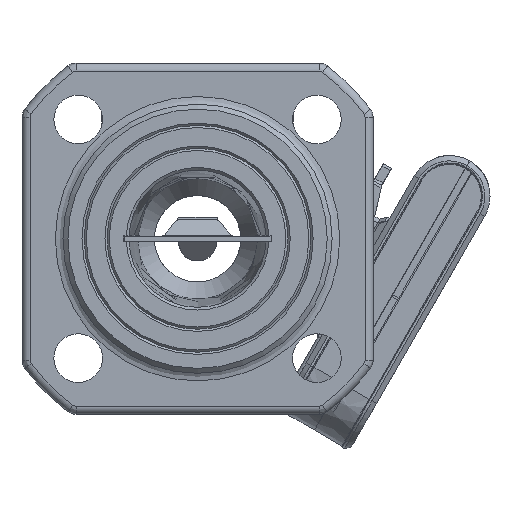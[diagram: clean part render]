
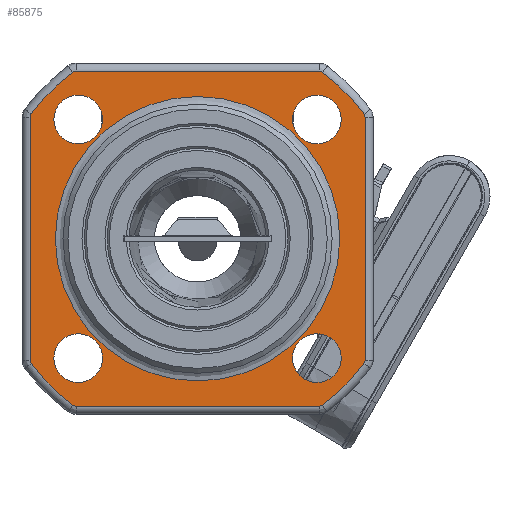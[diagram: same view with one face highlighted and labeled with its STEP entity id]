
A CAD part, left-side view. The second image highlights one B-rep face of the part: STEP entity #85875.
In plain terms, the highlighted planar face has unit normal (-1, 0, 0).
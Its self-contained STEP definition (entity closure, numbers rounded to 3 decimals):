
#3351=CARTESIAN_POINT('',(-132.,-44.194,35.194));
#3352=VERTEX_POINT('',#3351);
#3353=CARTESIAN_POINT('',(-132.,-44.194,44.194));
#3354=DIRECTION('',(1.0,0.0,0.0));
#3355=DIRECTION('',(0.0,0.0,1.0));
#3356=AXIS2_PLACEMENT_3D('',#3353,#3354,#3355);
#3357=CIRCLE('',#3356,9.0);
#3358=EDGE_CURVE('',#3352,#3352,#3357,.T.);
#3449=CARTESIAN_POINT('',(-132.,-44.194,-53.194));
#3450=VERTEX_POINT('',#3449);
#3451=CARTESIAN_POINT('',(-132.,-44.194,-44.194));
#3452=DIRECTION('',(1.0,0.0,0.0));
#3453=DIRECTION('',(0.0,0.0,1.0));
#3454=AXIS2_PLACEMENT_3D('',#3451,#3452,#3453);
#3455=CIRCLE('',#3454,9.0);
#3456=EDGE_CURVE('',#3450,#3450,#3455,.T.);
#3547=CARTESIAN_POINT('',(-132.,44.194,-53.194));
#3548=VERTEX_POINT('',#3547);
#3549=CARTESIAN_POINT('',(-132.,44.194,-44.194));
#3550=DIRECTION('',(1.0,0.0,0.0));
#3551=DIRECTION('',(0.0,0.0,1.0));
#3552=AXIS2_PLACEMENT_3D('',#3549,#3550,#3551);
#3553=CIRCLE('',#3552,9.0);
#3554=EDGE_CURVE('',#3548,#3548,#3553,.T.);
#3645=CARTESIAN_POINT('',(-132.,44.194,35.194));
#3646=VERTEX_POINT('',#3645);
#3647=CARTESIAN_POINT('',(-132.,44.194,44.194));
#3648=DIRECTION('',(1.0,0.0,0.0));
#3649=DIRECTION('',(0.0,0.0,1.0));
#3650=AXIS2_PLACEMENT_3D('',#3647,#3648,#3649);
#3651=CIRCLE('',#3650,9.0);
#3652=EDGE_CURVE('',#3646,#3646,#3651,.T.);
#85117=CARTESIAN_POINT('',(-132.,-62.,-45.));
#85118=VERTEX_POINT('',#85117);
#85126=CARTESIAN_POINT('',(-132.,-61.6,-46.2));
#85127=VERTEX_POINT('',#85126);
#85128=CARTESIAN_POINT('',(-132.,-60.,-45.));
#85129=DIRECTION('',(1.0,0.0,0.0));
#85130=DIRECTION('',(0.0,-0.949,-0.316));
#85131=AXIS2_PLACEMENT_3D('',#85128,#85129,#85130);
#85132=CIRCLE('',#85131,2.);
#85133=EDGE_CURVE('',#85118,#85127,#85132,.T.);
#85153=CARTESIAN_POINT('',(-132.,-62.,45.));
#85154=VERTEX_POINT('',#85153);
#85162=CARTESIAN_POINT('',(-132.,-62.,45.));
#85163=DIRECTION('',(0.0,0.0,-1.0));
#85164=VECTOR('',#85163,90.);
#85165=LINE('',#85162,#85164);
#85166=EDGE_CURVE('',#85154,#85118,#85165,.T.);
#85183=CARTESIAN_POINT('',(-132.,-46.2,-61.6));
#85184=VERTEX_POINT('',#85183);
#85194=CARTESIAN_POINT('',(-132.,0.0,0.0));
#85195=DIRECTION('',(1.0,0.0,0.0));
#85196=DIRECTION('',(0.0,-0.707,-0.707));
#85197=AXIS2_PLACEMENT_3D('',#85194,#85195,#85196);
#85198=CIRCLE('',#85197,77.0);
#85199=EDGE_CURVE('',#85127,#85184,#85198,.T.);
#85229=CARTESIAN_POINT('',(-132.,-61.6,46.2));
#85230=VERTEX_POINT('',#85229);
#85238=CARTESIAN_POINT('',(-132.,-60.,45.));
#85239=DIRECTION('',(1.0,0.0,0.0));
#85240=DIRECTION('',(0.0,-0.949,0.316));
#85241=AXIS2_PLACEMENT_3D('',#85238,#85239,#85240);
#85242=CIRCLE('',#85241,2.);
#85243=EDGE_CURVE('',#85230,#85154,#85242,.T.);
#85279=CARTESIAN_POINT('',(-132.,-45.0,-62.0));
#85280=VERTEX_POINT('',#85279);
#85290=CARTESIAN_POINT('',(-132.,-45.0,-60.0));
#85291=DIRECTION('',(1.0,0.0,0.0));
#85292=DIRECTION('',(0.0,-0.316,-0.949));
#85293=AXIS2_PLACEMENT_3D('',#85290,#85291,#85292);
#85294=CIRCLE('',#85293,2.);
#85295=EDGE_CURVE('',#85184,#85280,#85294,.T.);
#85307=CARTESIAN_POINT('',(-132.,-46.2,61.6));
#85308=VERTEX_POINT('',#85307);
#85316=CARTESIAN_POINT('',(-132.,0.0,0.0));
#85317=DIRECTION('',(1.0,0.0,0.0));
#85318=DIRECTION('',(0.0,-0.707,0.707));
#85319=AXIS2_PLACEMENT_3D('',#85316,#85317,#85318);
#85320=CIRCLE('',#85319,77.0);
#85321=EDGE_CURVE('',#85308,#85230,#85320,.T.);
#85339=CARTESIAN_POINT('',(-132.,45.0,-62.0));
#85340=VERTEX_POINT('',#85339);
#85350=CARTESIAN_POINT('',(-132.,-45.,-62.0));
#85351=DIRECTION('',(0.0,1.0,0.0));
#85352=VECTOR('',#85351,90.0);
#85353=LINE('',#85350,#85352);
#85354=EDGE_CURVE('',#85280,#85340,#85353,.T.);
#85384=CARTESIAN_POINT('',(-132.,-45.0,62.0));
#85385=VERTEX_POINT('',#85384);
#85393=CARTESIAN_POINT('',(-132.,-45.0,60.0));
#85394=DIRECTION('',(1.0,0.0,0.0));
#85395=DIRECTION('',(0.0,-0.316,0.949));
#85396=AXIS2_PLACEMENT_3D('',#85393,#85394,#85395);
#85397=CIRCLE('',#85396,2.);
#85398=EDGE_CURVE('',#85385,#85308,#85397,.T.);
#85434=CARTESIAN_POINT('',(-132.,46.2,-61.6));
#85435=VERTEX_POINT('',#85434);
#85445=CARTESIAN_POINT('',(-132.,45.0,-60.0));
#85446=DIRECTION('',(1.0,0.0,0.0));
#85447=DIRECTION('',(0.0,0.316,-0.949));
#85448=AXIS2_PLACEMENT_3D('',#85445,#85446,#85447);
#85449=CIRCLE('',#85448,2.);
#85450=EDGE_CURVE('',#85340,#85435,#85449,.T.);
#85462=CARTESIAN_POINT('',(-132.,45.,62.));
#85463=VERTEX_POINT('',#85462);
#85471=CARTESIAN_POINT('',(-132.,45.,62.));
#85472=DIRECTION('',(0.0,-1.0,0.0));
#85473=VECTOR('',#85472,90.0);
#85474=LINE('',#85471,#85473);
#85475=EDGE_CURVE('',#85463,#85385,#85474,.T.);
#85492=CARTESIAN_POINT('',(-132.,61.6,-46.2));
#85493=VERTEX_POINT('',#85492);
#85503=CARTESIAN_POINT('',(-132.,0.0,0.0));
#85504=DIRECTION('',(1.,0.0,0.0));
#85505=DIRECTION('',(0.0,0.707,-0.707));
#85506=AXIS2_PLACEMENT_3D('',#85503,#85504,#85505);
#85507=CIRCLE('',#85506,77.0);
#85508=EDGE_CURVE('',#85435,#85493,#85507,.T.);
#85538=CARTESIAN_POINT('',(-132.,46.2,61.6));
#85539=VERTEX_POINT('',#85538);
#85547=CARTESIAN_POINT('',(-132.,45.,60.));
#85548=DIRECTION('',(1.0,0.0,0.0));
#85549=DIRECTION('',(0.0,0.316,0.949));
#85550=AXIS2_PLACEMENT_3D('',#85547,#85548,#85549);
#85551=CIRCLE('',#85550,2.);
#85552=EDGE_CURVE('',#85539,#85463,#85551,.T.);
#85588=CARTESIAN_POINT('',(-132.,62.0,-45.));
#85589=VERTEX_POINT('',#85588);
#85599=CARTESIAN_POINT('',(-132.,60.,-45.));
#85600=DIRECTION('',(1.0,0.0,0.0));
#85601=DIRECTION('',(0.0,0.949,-0.316));
#85602=AXIS2_PLACEMENT_3D('',#85599,#85600,#85601);
#85603=CIRCLE('',#85602,2.);
#85604=EDGE_CURVE('',#85493,#85589,#85603,.T.);
#85616=CARTESIAN_POINT('',(-132.,61.6,46.2));
#85617=VERTEX_POINT('',#85616);
#85625=CARTESIAN_POINT('',(-132.,0.0,0.0));
#85626=DIRECTION('',(1.0,0.0,0.0));
#85627=DIRECTION('',(0.0,0.707,0.707));
#85628=AXIS2_PLACEMENT_3D('',#85625,#85626,#85627);
#85629=CIRCLE('',#85628,77.0);
#85630=EDGE_CURVE('',#85617,#85539,#85629,.T.);
#85648=CARTESIAN_POINT('',(-132.,62.,45.));
#85649=VERTEX_POINT('',#85648);
#85659=CARTESIAN_POINT('',(-132.,62.,-45.));
#85660=DIRECTION('',(0.0,0.0,1.0));
#85661=VECTOR('',#85660,90.0);
#85662=LINE('',#85659,#85661);
#85663=EDGE_CURVE('',#85589,#85649,#85662,.T.);
#85700=CARTESIAN_POINT('',(-132.,60.,45.));
#85701=DIRECTION('',(1.0,0.0,0.0));
#85702=DIRECTION('',(0.0,0.949,0.316));
#85703=AXIS2_PLACEMENT_3D('',#85700,#85701,#85702);
#85704=CIRCLE('',#85703,2.);
#85705=EDGE_CURVE('',#85649,#85617,#85704,.T.);
#85829=CARTESIAN_POINT('',(-132.,0.0,66.328));
#85830=DIRECTION('',(-1.0,0.0,0.0));
#85831=DIRECTION('',(0.0,0.0,1.0));
#85832=AXIS2_PLACEMENT_3D('',#85829,#85830,#85831);
#85833=PLANE('',#85832);
#85834=ORIENTED_EDGE('',*,*,#85133,.F.);
#85835=ORIENTED_EDGE('',*,*,#85166,.F.);
#85836=ORIENTED_EDGE('',*,*,#85243,.F.);
#85837=ORIENTED_EDGE('',*,*,#85321,.F.);
#85838=ORIENTED_EDGE('',*,*,#85398,.F.);
#85839=ORIENTED_EDGE('',*,*,#85475,.F.);
#85840=ORIENTED_EDGE('',*,*,#85552,.F.);
#85841=ORIENTED_EDGE('',*,*,#85630,.F.);
#85842=ORIENTED_EDGE('',*,*,#85705,.F.);
#85843=ORIENTED_EDGE('',*,*,#85663,.F.);
#85844=ORIENTED_EDGE('',*,*,#85604,.F.);
#85845=ORIENTED_EDGE('',*,*,#85508,.F.);
#85846=ORIENTED_EDGE('',*,*,#85450,.F.);
#85847=ORIENTED_EDGE('',*,*,#85354,.F.);
#85848=ORIENTED_EDGE('',*,*,#85295,.F.);
#85849=ORIENTED_EDGE('',*,*,#85199,.F.);
#85850=EDGE_LOOP('',(#85834,#85835,#85836,#85837,#85838,#85839,#85840,#85841,#85842,#85843,#85844,#85845,#85846,#85847,#85848,#85849));
#85851=FACE_OUTER_BOUND('',#85850,.T.);
#85852=ORIENTED_EDGE('',*,*,#3358,.T.);
#85853=EDGE_LOOP('',(#85852));
#85854=FACE_BOUND('',#85853,.T.);
#85855=ORIENTED_EDGE('',*,*,#3456,.T.);
#85856=EDGE_LOOP('',(#85855));
#85857=FACE_BOUND('',#85856,.T.);
#85858=ORIENTED_EDGE('',*,*,#3554,.T.);
#85859=EDGE_LOOP('',(#85858));
#85860=FACE_BOUND('',#85859,.T.);
#85861=ORIENTED_EDGE('',*,*,#3652,.T.);
#85862=EDGE_LOOP('',(#85861));
#85863=FACE_BOUND('',#85862,.T.);
#85864=CARTESIAN_POINT('',(-132.,0.0,52.657));
#85865=VERTEX_POINT('',#85864);
#85866=CARTESIAN_POINT('',(-132.,0.0,0.0));
#85867=DIRECTION('',(1.0,0.0,0.0));
#85868=DIRECTION('',(0.0,0.0,1.0));
#85869=AXIS2_PLACEMENT_3D('',#85866,#85867,#85868);
#85870=CIRCLE('',#85869,52.657);
#85871=EDGE_CURVE('',#85865,#85865,#85870,.T.);
#85872=ORIENTED_EDGE('',*,*,#85871,.T.);
#85873=EDGE_LOOP('',(#85872));
#85874=FACE_BOUND('',#85873,.T.);
#85875=ADVANCED_FACE('',(#85851,#85854,#85857,#85860,#85863,#85874),#85833,.T.);
